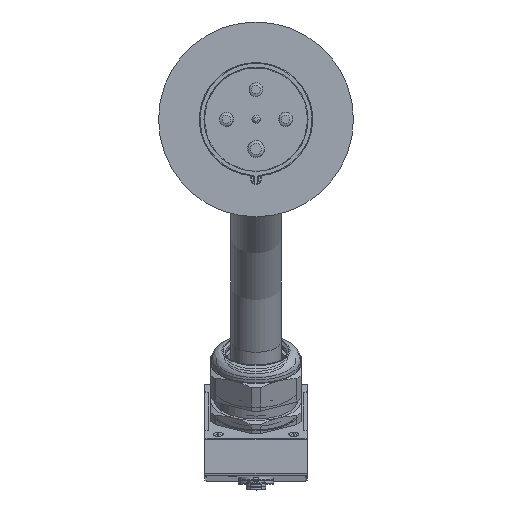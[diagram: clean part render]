
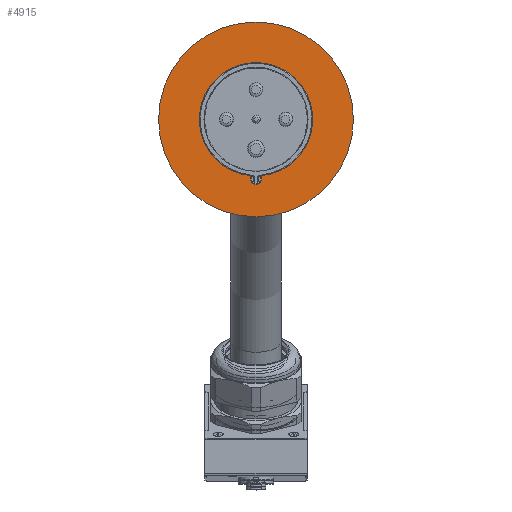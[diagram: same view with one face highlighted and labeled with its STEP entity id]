
A CAD part, top view. The second image highlights one B-rep face of the part: STEP entity #4915.
In plain terms, the highlighted planar face has unit normal (0, 0, 1).
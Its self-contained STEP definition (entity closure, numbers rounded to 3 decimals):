
#137 = ORIENTED_EDGE ( 'NONE', *, *, #1556, .T. ) ;
#445 = ORIENTED_EDGE ( 'NONE', *, *, #14505, .T. ) ;
#1157 = AXIS2_PLACEMENT_3D ( 'NONE', #8744, #4629, #12937 ) ;
#1556 = EDGE_CURVE ( 'NONE', #3011, #3011, #7489, .T. ) ;
#1621 = VERTEX_POINT ( 'NONE', #4151 ) ;
#3011 = VERTEX_POINT ( 'NONE', #16979 ) ;
#3176 = FACE_BOUND ( 'NONE', #3546, .T. ) ;
#3546 = EDGE_LOOP ( 'NONE', ( #137 ) ) ;
#4151 = CARTESIAN_POINT ( 'NONE',  ( 69.788, 253.458, 1118.967 ) ) ;
#4629 = DIRECTION ( 'NONE',  ( 0., 0., 1. ) ) ;
#4915 = ADVANCED_FACE ( 'NONE', ( #11656, #3176 ), #16863, .T. ) ;
#6165 = DIRECTION ( 'NONE',  ( 0., 0., -1. ) ) ;
#6383 = EDGE_LOOP ( 'NONE', ( #445 ) ) ;
#7489 = CIRCLE ( 'NONE', #17692, 40.35 ) ;
#8744 = CARTESIAN_POINT ( 'NONE',  ( 37.512, 199.884, 1118.967 ) ) ;
#9363 = DIRECTION ( 'NONE',  ( 1., 0., 0. ) ) ;
#11656 = FACE_OUTER_BOUND ( 'NONE', #6383, .T. ) ;
#12937 = DIRECTION ( 'NONE',  ( 1., 0., 0. ) ) ;
#13005 = CARTESIAN_POINT ( 'NONE',  ( 0., 253.457, 1118.967 ) ) ;
#14505 = EDGE_CURVE ( 'NONE', #1621, #1621, #17872, .T. ) ;
#14648 = CARTESIAN_POINT ( 'NONE',  ( -0.002, 253.458, 1118.967 ) ) ;
#14728 = DIRECTION ( 'NONE',  ( 1., 0., 0. ) ) ;
#14740 = DIRECTION ( 'NONE',  ( 0., 0., 1. ) ) ;
#15229 = AXIS2_PLACEMENT_3D ( 'NONE', #14648, #14740, #9363 ) ;
#16863 = PLANE ( 'NONE',  #1157 ) ;
#16979 = CARTESIAN_POINT ( 'NONE',  ( 40.35, 253.457, 1118.967 ) ) ;
#17692 = AXIS2_PLACEMENT_3D ( 'NONE', #13005, #6165, #14728 ) ;
#17872 = CIRCLE ( 'NONE', #15229, 69.791 ) ;
